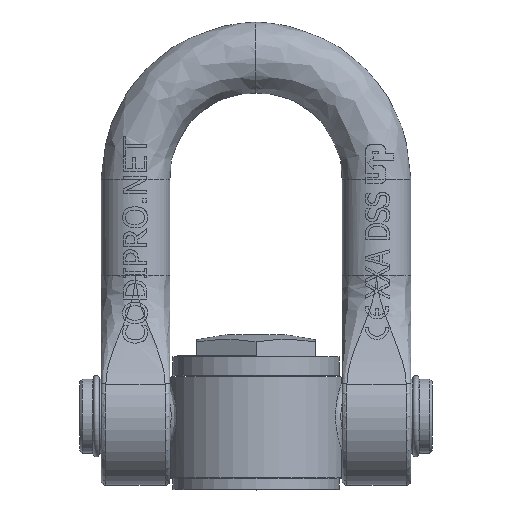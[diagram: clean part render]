
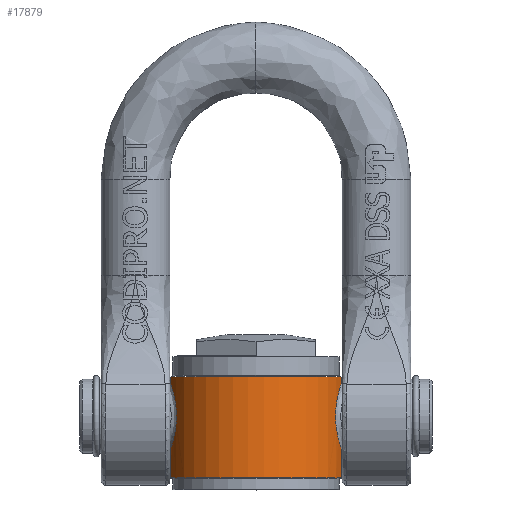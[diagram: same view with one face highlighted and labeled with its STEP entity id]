
A CAD part, top view. The second image highlights one B-rep face of the part: STEP entity #17879.
In plain terms, the highlighted cylindrical face has radius 37.5 mm (diameter 75 mm), a partial arc.
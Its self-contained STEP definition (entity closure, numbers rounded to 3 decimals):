
#834=ELLIPSE('',#19076,17.07,15.009);
#835=ELLIPSE('',#19077,17.07,15.009);
#838=ELLIPSE('',#19080,17.07,15.009);
#839=ELLIPSE('',#19081,17.07,15.009);
#1647=FACE_OUTER_BOUND('',#2708,.T.);
#2708=EDGE_LOOP('',(#14101,#14102,#14103,#14104,#14105,#14106,#14107,#14108,
#14109,#14110,#14111,#14112,#14113,#14114,#14115,#14116));
#3777=B_SPLINE_CURVE_WITH_KNOTS('',3,(#29333,#29334,#29335,#29336,#29337,
#29338,#29339,#29340),.UNSPECIFIED.,.F.,.F.,(4,2,2,4),(1.872,
1.928,1.992,1.994),.UNSPECIFIED.);
#3782=B_SPLINE_CURVE_WITH_KNOTS('',3,(#29400,#29401,#29402,#29403,#29404,
#29405,#29406,#29407),.UNSPECIFIED.,.F.,.F.,(4,2,2,4),(1.268,
1.288,1.331,1.348),.UNSPECIFIED.);
#3792=B_SPLINE_CURVE_WITH_KNOTS('',3,(#29495,#29496,#29497,#29498,#29499,
#29500),.UNSPECIFIED.,.F.,.F.,(4,2,4),(1.948,2.012,
2.057),.UNSPECIFIED.);
#3793=B_SPLINE_CURVE_WITH_KNOTS('',3,(#29510,#29511,#29512,#29513,#29514,
#29515,#29516,#29517),.UNSPECIFIED.,.F.,.F.,(4,2,2,4),(1.268,
1.288,1.331,1.348),.UNSPECIFIED.);
#3803=B_SPLINE_CURVE_WITH_KNOTS('',3,(#29657,#29658,#29659,#29660,#29661,
#29662,#29663,#29664,#29665),.UNSPECIFIED.,.F.,.F.,(4,1,1,1,1,1,4),(-13.112,
-12.433,-12.192,-11.709,-11.226,
-10.743,-9.823),.UNSPECIFIED.);
#3805=B_SPLINE_CURVE_WITH_KNOTS('',3,(#29773,#29774,#29775,#29776,#29777,
#29778,#29779,#29780,#29781),.UNSPECIFIED.,.F.,.F.,(4,1,1,1,1,1,4),(-13.112,
-12.433,-12.192,-11.709,-11.226,
-10.743,-9.823),.UNSPECIFIED.);
#4514=CIRCLE('',#19090,37.5);
#4518=CIRCLE('',#19096,37.5);
#4943=LINE('',#29506,#6368);
#4947=LINE('',#29866,#6372);
#4949=LINE('',#29870,#6374);
#4950=LINE('',#29872,#6375);
#6368=VECTOR('',#20925,10.);
#6372=VECTOR('',#21003,10.);
#6374=VECTOR('',#21009,10.);
#6375=VECTOR('',#21012,10.);
#8093=VERTEX_POINT('',#29276);
#8099=VERTEX_POINT('',#29331);
#8107=VERTEX_POINT('',#29386);
#8108=VERTEX_POINT('',#29399);
#8117=VERTEX_POINT('',#29458);
#8120=VERTEX_POINT('',#29493);
#8122=VERTEX_POINT('',#29504);
#8123=VERTEX_POINT('',#29508);
#8124=VERTEX_POINT('',#29509);
#8138=VERTEX_POINT('',#29654);
#8139=VERTEX_POINT('',#29656);
#8142=VERTEX_POINT('',#29770);
#8143=VERTEX_POINT('',#29772);
#8149=VERTEX_POINT('',#29850);
#8150=VERTEX_POINT('',#29852);
#8153=VERTEX_POINT('',#29862);
#10255=EDGE_CURVE('',#8099,#8093,#3777,.T.);
#10264=EDGE_CURVE('',#8108,#8107,#3782,.F.);
#10280=EDGE_CURVE('',#8120,#8117,#3792,.T.);
#10283=EDGE_CURVE('',#8120,#8122,#4943,.T.);
#10284=EDGE_CURVE('',#8123,#8124,#3793,.F.);
#10301=EDGE_CURVE('',#8117,#8138,#834,.F.);
#10302=EDGE_CURVE('',#8138,#8139,#3803,.T.);
#10303=EDGE_CURVE('',#8107,#8139,#835,.T.);
#10307=EDGE_CURVE('',#8093,#8142,#838,.F.);
#10308=EDGE_CURVE('',#8142,#8143,#3805,.T.);
#10309=EDGE_CURVE('',#8124,#8143,#839,.T.);
#10317=EDGE_CURVE('',#8149,#8150,#4514,.T.);
#10323=EDGE_CURVE('',#8153,#8122,#4518,.T.);
#10324=EDGE_CURVE('',#8149,#8108,#4947,.T.);
#10326=EDGE_CURVE('',#8153,#8123,#4949,.T.);
#10327=EDGE_CURVE('',#8099,#8150,#4950,.T.);
#14101=ORIENTED_EDGE('',*,*,#10302,.F.);
#14102=ORIENTED_EDGE('',*,*,#10301,.F.);
#14103=ORIENTED_EDGE('',*,*,#10280,.F.);
#14104=ORIENTED_EDGE('',*,*,#10283,.T.);
#14105=ORIENTED_EDGE('',*,*,#10323,.F.);
#14106=ORIENTED_EDGE('',*,*,#10326,.T.);
#14107=ORIENTED_EDGE('',*,*,#10284,.T.);
#14108=ORIENTED_EDGE('',*,*,#10309,.T.);
#14109=ORIENTED_EDGE('',*,*,#10308,.F.);
#14110=ORIENTED_EDGE('',*,*,#10307,.F.);
#14111=ORIENTED_EDGE('',*,*,#10255,.F.);
#14112=ORIENTED_EDGE('',*,*,#10327,.T.);
#14113=ORIENTED_EDGE('',*,*,#10317,.F.);
#14114=ORIENTED_EDGE('',*,*,#10324,.T.);
#14115=ORIENTED_EDGE('',*,*,#10264,.T.);
#14116=ORIENTED_EDGE('',*,*,#10303,.T.);
#17394=CYLINDRICAL_SURFACE('',#19101,37.5);
#17879=ADVANCED_FACE('',(#1647),#17394,.T.);
#19076=AXIS2_PLACEMENT_3D('',#29655,#20956,#20957);
#19077=AXIS2_PLACEMENT_3D('',#29666,#20958,#20959);
#19080=AXIS2_PLACEMENT_3D('',#29771,#20964,#20965);
#19081=AXIS2_PLACEMENT_3D('',#29782,#20966,#20967);
#19090=AXIS2_PLACEMENT_3D('',#29853,#20985,#20986);
#19096=AXIS2_PLACEMENT_3D('',#29864,#20999,#21000);
#19101=AXIS2_PLACEMENT_3D('',#29873,#21013,#21014);
#20925=DIRECTION('',(0.,0.,-1.));
#20956=DIRECTION('center_axis',(0.093,-0.97,-0.224));
#20957=DIRECTION('ref_axis',(0.374,0.243,-0.895));
#20958=DIRECTION('center_axis',(0.093,-0.97,0.224));
#20959=DIRECTION('ref_axis',(-0.374,-0.243,-0.895));
#20964=DIRECTION('center_axis',(0.093,0.97,0.224));
#20965=DIRECTION('ref_axis',(0.374,-0.243,0.895));
#20966=DIRECTION('center_axis',(0.093,0.97,-0.224));
#20967=DIRECTION('ref_axis',(-0.374,0.243,0.895));
#20985=DIRECTION('center_axis',(0.,0.,1.));
#20986=DIRECTION('ref_axis',(-1.,0.,0.));
#20999=DIRECTION('center_axis',(0.,0.,-1.));
#21000=DIRECTION('ref_axis',(-1.,0.,0.));
#21003=DIRECTION('',(0.,0.,-1.));
#21009=DIRECTION('',(0.,0.,1.));
#21012=DIRECTION('',(0.,0.,1.));
#21013=DIRECTION('center_axis',(0.,0.,1.));
#21014=DIRECTION('ref_axis',(-1.,0.,0.));
#29276=CARTESIAN_POINT('',(-10.379,-36.035,40.193));
#29331=CARTESIAN_POINT('',(-10.5,-36.,40.62));
#29333=CARTESIAN_POINT('Ctrl Pts',(-10.5,-36.,40.62));
#29334=CARTESIAN_POINT('Ctrl Pts',(-10.5,-36.,40.549));
#29335=CARTESIAN_POINT('Ctrl Pts',(-10.493,-36.002,
40.479));
#29336=CARTESIAN_POINT('Ctrl Pts',(-10.458,-36.012,
40.333));
#29337=CARTESIAN_POINT('Ctrl Pts',(-10.428,-36.021,40.261));
#29338=CARTESIAN_POINT('Ctrl Pts',(-10.381,-36.034,
40.195));
#29339=CARTESIAN_POINT('Ctrl Pts',(-10.38,-36.035,
40.194));
#29340=CARTESIAN_POINT('Ctrl Pts',(-10.379,-36.035,
40.193));
#29386=CARTESIAN_POINT('',(-10.379,36.035,40.193));
#29399=CARTESIAN_POINT('',(-10.5,36.,40.62));
#29400=CARTESIAN_POINT('Ctrl Pts',(-10.379,36.035,40.193));
#29401=CARTESIAN_POINT('Ctrl Pts',(-10.401,36.029,40.223));
#29402=CARTESIAN_POINT('Ctrl Pts',(-10.42,36.023,40.255));
#29403=CARTESIAN_POINT('Ctrl Pts',(-10.469,36.009,40.363));
#29404=CARTESIAN_POINT('Ctrl Pts',(-10.488,36.004,40.443));
#29405=CARTESIAN_POINT('Ctrl Pts',(-10.499,36.,40.556));
#29406=CARTESIAN_POINT('Ctrl Pts',(-10.5,36.,40.588));
#29407=CARTESIAN_POINT('Ctrl Pts',(-10.5,36.,40.62));
#29458=CARTESIAN_POINT('',(-10.379,36.035,11.807));
#29493=CARTESIAN_POINT('',(-10.5,36.,11.38));
#29495=CARTESIAN_POINT('Ctrl Pts',(-10.5,36.,11.38));
#29496=CARTESIAN_POINT('Ctrl Pts',(-10.5,36.,11.469));
#29497=CARTESIAN_POINT('Ctrl Pts',(-10.489,36.003,11.558));
#29498=CARTESIAN_POINT('Ctrl Pts',(-10.443,36.017,11.702));
#29499=CARTESIAN_POINT('Ctrl Pts',(-10.415,36.025,11.757));
#29500=CARTESIAN_POINT('Ctrl Pts',(-10.379,36.035,11.807));
#29504=CARTESIAN_POINT('',(-10.5,36.,0.));
#29506=CARTESIAN_POINT('',(-10.5,36.,0.));
#29508=CARTESIAN_POINT('',(-10.5,-36.,11.38));
#29509=CARTESIAN_POINT('',(-10.379,-36.035,11.807));
#29510=CARTESIAN_POINT('Ctrl Pts',(-10.379,-36.035,
11.807));
#29511=CARTESIAN_POINT('Ctrl Pts',(-10.401,-36.029,
11.777));
#29512=CARTESIAN_POINT('Ctrl Pts',(-10.42,-36.023,11.745));
#29513=CARTESIAN_POINT('Ctrl Pts',(-10.469,-36.009,
11.637));
#29514=CARTESIAN_POINT('Ctrl Pts',(-10.488,-36.004,
11.557));
#29515=CARTESIAN_POINT('Ctrl Pts',(-10.499,-36.,
11.444));
#29516=CARTESIAN_POINT('Ctrl Pts',(-10.5,-36.,11.412));
#29517=CARTESIAN_POINT('Ctrl Pts',(-10.5,-36.,11.38));
#29654=CARTESIAN_POINT('',(-10.5,36.,11.909));
#29655=CARTESIAN_POINT('Origin',(-1.565,33.962,24.447));
#29656=CARTESIAN_POINT('',(-10.5,36.,40.091));
#29657=CARTESIAN_POINT('Ctrl Pts',(-10.5,36.,11.909));
#29658=CARTESIAN_POINT('Ctrl Pts',(-12.119,35.527,13.282));
#29659=CARTESIAN_POINT('Ctrl Pts',(-13.982,34.822,15.566));
#29660=CARTESIAN_POINT('Ctrl Pts',(-15.92,33.964,19.672));
#29661=CARTESIAN_POINT('Ctrl Pts',(-16.924,33.465,23.558));
#29662=CARTESIAN_POINT('Ctrl Pts',(-16.925,33.463,28.443));
#29663=CARTESIAN_POINT('Ctrl Pts',(-15.354,34.246,34.515));
#29664=CARTESIAN_POINT('Ctrl Pts',(-12.695,35.359,38.229));
#29665=CARTESIAN_POINT('Ctrl Pts',(-10.5,36.,40.091));
#29666=CARTESIAN_POINT('Origin',(-1.564,33.962,27.553));
#29770=CARTESIAN_POINT('',(-10.5,-36.,40.091));
#29771=CARTESIAN_POINT('Origin',(-1.565,-33.962,27.553));
#29772=CARTESIAN_POINT('',(-10.5,-36.,11.909));
#29773=CARTESIAN_POINT('Ctrl Pts',(-10.5,-36.,
40.091));
#29774=CARTESIAN_POINT('Ctrl Pts',(-12.119,-35.527,
38.718));
#29775=CARTESIAN_POINT('Ctrl Pts',(-13.982,-34.822,
36.434));
#29776=CARTESIAN_POINT('Ctrl Pts',(-15.92,-33.964,
32.328));
#29777=CARTESIAN_POINT('Ctrl Pts',(-16.924,-33.465,
28.442));
#29778=CARTESIAN_POINT('Ctrl Pts',(-16.925,-33.463,23.557));
#29779=CARTESIAN_POINT('Ctrl Pts',(-15.354,-34.246,
17.485));
#29780=CARTESIAN_POINT('Ctrl Pts',(-12.695,-35.359,
13.771));
#29781=CARTESIAN_POINT('Ctrl Pts',(-10.5,-36.,
11.909));
#29782=CARTESIAN_POINT('Origin',(-1.565,-33.962,24.447));
#29850=CARTESIAN_POINT('',(-10.5,36.,42.5));
#29852=CARTESIAN_POINT('',(-10.5,-36.,42.5));
#29853=CARTESIAN_POINT('Origin',(0.,0.,42.5));
#29862=CARTESIAN_POINT('',(-10.5,-36.,0.));
#29864=CARTESIAN_POINT('Origin',(0.,0.,0.));
#29866=CARTESIAN_POINT('',(-10.5,36.,0.));
#29870=CARTESIAN_POINT('',(-10.5,-36.,0.));
#29872=CARTESIAN_POINT('',(-10.5,-36.,0.));
#29873=CARTESIAN_POINT('Origin',(0.,0.,0.));
